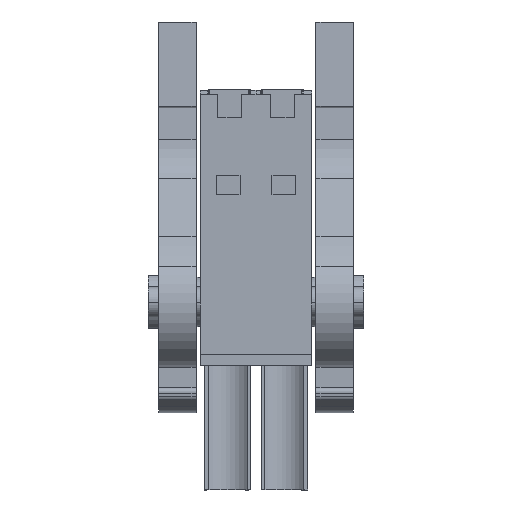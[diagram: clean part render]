
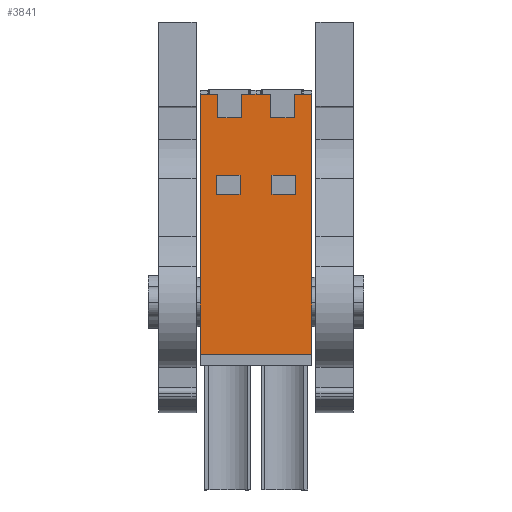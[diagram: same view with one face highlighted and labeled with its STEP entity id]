
A CAD part, front view. The second image highlights one B-rep face of the part: STEP entity #3841.
In plain terms, the highlighted planar face has unit normal (0, -1, 0).
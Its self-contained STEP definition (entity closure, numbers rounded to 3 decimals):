
#3744=AXIS2_PLACEMENT_3D('Plane Axis2P3D',#3741,#3742,#3743) ;
#2166=CARTESIAN_POINT('Vertex',(5.85,0.,24.75)) ;
#2173=CARTESIAN_POINT('Vertex',(5.85,0.,23.3)) ;
#2176=CARTESIAN_POINT('Line Origine',(5.85,0.,24.025)) ;
#2197=CARTESIAN_POINT('Vertex',(4.35,0.,23.3)) ;
#2200=CARTESIAN_POINT('Line Origine',(5.1,0.,23.3)) ;
#2217=CARTESIAN_POINT('Line Origine',(4.35,0.,24.025)) ;
#2221=CARTESIAN_POINT('Vertex',(4.35,0.,24.75)) ;
#2245=CARTESIAN_POINT('Vertex',(3.25,0.,24.75)) ;
#2248=CARTESIAN_POINT('Line Origine',(3.8,0.,24.75)) ;
#2271=CARTESIAN_POINT('Vertex',(5.75,0.,19.697)) ;
#2274=CARTESIAN_POINT('Line Origine',(5.,0.,19.697)) ;
#2278=CARTESIAN_POINT('Vertex',(4.25,0.,19.697)) ;
#2302=CARTESIAN_POINT('Vertex',(5.75,0.,18.5)) ;
#2305=CARTESIAN_POINT('Line Origine',(5.75,0.,19.098)) ;
#2326=CARTESIAN_POINT('Vertex',(4.25,0.,18.5)) ;
#2329=CARTESIAN_POINT('Line Origine',(5.,0.,18.5)) ;
#2346=CARTESIAN_POINT('Line Origine',(4.25,0.,19.098)) ;
#2682=CARTESIAN_POINT('Vertex',(3.25,0.,8.5)) ;
#2685=CARTESIAN_POINT('Line Origine',(3.25,0.,16.625)) ;
#3688=CARTESIAN_POINT('Line Origine',(6.3,0.,24.75)) ;
#3692=CARTESIAN_POINT('Vertex',(6.75,0.,24.75)) ;
#3695=CARTESIAN_POINT('Line Origine',(7.2,0.,24.75)) ;
#3699=CARTESIAN_POINT('Vertex',(7.65,0.,24.75)) ;
#3741=CARTESIAN_POINT('Axis2P3D Location',(12.,0.,9.85)) ;
#3746=CARTESIAN_POINT('Line Origine',(6.75,0.,8.5)) ;
#3750=CARTESIAN_POINT('Vertex',(10.25,0.,8.5)) ;
#3753=CARTESIAN_POINT('Line Origine',(10.25,0.,16.625)) ;
#3757=CARTESIAN_POINT('Vertex',(10.25,0.,24.75)) ;
#3760=CARTESIAN_POINT('Line Origine',(9.7,0.,24.75)) ;
#3764=CARTESIAN_POINT('Vertex',(9.15,0.,24.75)) ;
#3767=CARTESIAN_POINT('Line Origine',(9.15,0.,24.025)) ;
#3771=CARTESIAN_POINT('Vertex',(9.15,0.,23.3)) ;
#3774=CARTESIAN_POINT('Line Origine',(8.4,0.,23.3)) ;
#3778=CARTESIAN_POINT('Vertex',(7.65,0.,23.3)) ;
#3781=CARTESIAN_POINT('Line Origine',(7.65,0.,24.025)) ;
#3801=CARTESIAN_POINT('Line Origine',(8.5,0.,19.697)) ;
#3805=CARTESIAN_POINT('Vertex',(9.25,0.,19.697)) ;
#3807=CARTESIAN_POINT('Vertex',(7.75,0.,19.697)) ;
#3810=CARTESIAN_POINT('Line Origine',(9.25,0.,19.098)) ;
#3814=CARTESIAN_POINT('Vertex',(9.25,0.,18.5)) ;
#3817=CARTESIAN_POINT('Line Origine',(8.5,0.,18.5)) ;
#3821=CARTESIAN_POINT('Vertex',(7.75,0.,18.5)) ;
#3824=CARTESIAN_POINT('Line Origine',(7.75,0.,19.098)) ;
#2177=DIRECTION('Vector Direction',(0.,0.,-1.)) ;
#2201=DIRECTION('Vector Direction',(1.,0.,0.)) ;
#2218=DIRECTION('Vector Direction',(0.,0.,-1.)) ;
#2249=DIRECTION('Vector Direction',(1.,0.,0.)) ;
#2275=DIRECTION('Vector Direction',(-1.,0.,0.)) ;
#2306=DIRECTION('Vector Direction',(0.,0.,-1.)) ;
#2330=DIRECTION('Vector Direction',(1.,0.,0.)) ;
#2347=DIRECTION('Vector Direction',(0.,0.,1.)) ;
#2686=DIRECTION('Vector Direction',(0.,0.,-1.)) ;
#3689=DIRECTION('Vector Direction',(1.,0.,0.)) ;
#3696=DIRECTION('Vector Direction',(1.,0.,0.)) ;
#3742=DIRECTION('Axis2P3D Direction',(0.,-1.,0.)) ;
#3743=DIRECTION('Axis2P3D XDirection',(1.,0.,0.)) ;
#3747=DIRECTION('Vector Direction',(1.,0.,0.)) ;
#3754=DIRECTION('Vector Direction',(0.,0.,1.)) ;
#3761=DIRECTION('Vector Direction',(1.,0.,0.)) ;
#3768=DIRECTION('Vector Direction',(0.,0.,-1.)) ;
#3775=DIRECTION('Vector Direction',(1.,0.,0.)) ;
#3782=DIRECTION('Vector Direction',(0.,0.,-1.)) ;
#3802=DIRECTION('Vector Direction',(-1.,0.,0.)) ;
#3811=DIRECTION('Vector Direction',(0.,0.,-1.)) ;
#3818=DIRECTION('Vector Direction',(1.,0.,0.)) ;
#3825=DIRECTION('Vector Direction',(0.,0.,1.)) ;
#2178=VECTOR('Line Direction',#2177,1.) ;
#2202=VECTOR('Line Direction',#2201,1.) ;
#2219=VECTOR('Line Direction',#2218,1.) ;
#2250=VECTOR('Line Direction',#2249,1.) ;
#2276=VECTOR('Line Direction',#2275,1.) ;
#2307=VECTOR('Line Direction',#2306,1.) ;
#2331=VECTOR('Line Direction',#2330,1.) ;
#2348=VECTOR('Line Direction',#2347,1.) ;
#2687=VECTOR('Line Direction',#2686,1.) ;
#3690=VECTOR('Line Direction',#3689,1.) ;
#3697=VECTOR('Line Direction',#3696,1.) ;
#3748=VECTOR('Line Direction',#3747,1.) ;
#3755=VECTOR('Line Direction',#3754,1.) ;
#3762=VECTOR('Line Direction',#3761,1.) ;
#3769=VECTOR('Line Direction',#3768,1.) ;
#3776=VECTOR('Line Direction',#3775,1.) ;
#3783=VECTOR('Line Direction',#3782,1.) ;
#3803=VECTOR('Line Direction',#3802,1.) ;
#3812=VECTOR('Line Direction',#3811,1.) ;
#3819=VECTOR('Line Direction',#3818,1.) ;
#3826=VECTOR('Line Direction',#3825,1.) ;
#3787=ORIENTED_EDGE('',*,*,#3694,.F.) ;
#3788=ORIENTED_EDGE('',*,*,#2180,.T.) ;
#3789=ORIENTED_EDGE('',*,*,#2204,.F.) ;
#3790=ORIENTED_EDGE('',*,*,#2223,.F.) ;
#3791=ORIENTED_EDGE('',*,*,#2252,.F.) ;
#3792=ORIENTED_EDGE('',*,*,#2689,.T.) ;
#3793=ORIENTED_EDGE('',*,*,#3752,.T.) ;
#3794=ORIENTED_EDGE('',*,*,#3759,.T.) ;
#3795=ORIENTED_EDGE('',*,*,#3766,.F.) ;
#3796=ORIENTED_EDGE('',*,*,#3773,.T.) ;
#3797=ORIENTED_EDGE('',*,*,#3780,.F.) ;
#3798=ORIENTED_EDGE('',*,*,#3785,.F.) ;
#3799=ORIENTED_EDGE('',*,*,#3701,.F.) ;
#3830=ORIENTED_EDGE('',*,*,#3809,.F.) ;
#3831=ORIENTED_EDGE('',*,*,#3816,.T.) ;
#3832=ORIENTED_EDGE('',*,*,#3823,.F.) ;
#3833=ORIENTED_EDGE('',*,*,#3828,.T.) ;
#3836=ORIENTED_EDGE('',*,*,#2280,.F.) ;
#3837=ORIENTED_EDGE('',*,*,#2309,.T.) ;
#3838=ORIENTED_EDGE('',*,*,#2333,.F.) ;
#3839=ORIENTED_EDGE('',*,*,#2350,.T.) ;
#3834=FACE_BOUND('',#3829,.T.) ;
#3840=FACE_BOUND('',#3835,.T.) ;
#3841=ADVANCED_FACE('housing',(#3800,#3834,#3840),#3745,.T.) ;
#2180=EDGE_CURVE('',#2167,#2174,#2179,.T.) ;
#2204=EDGE_CURVE('',#2198,#2174,#2203,.T.) ;
#2223=EDGE_CURVE('',#2222,#2198,#2220,.T.) ;
#2252=EDGE_CURVE('',#2246,#2222,#2251,.T.) ;
#2280=EDGE_CURVE('',#2272,#2279,#2277,.T.) ;
#2309=EDGE_CURVE('',#2272,#2303,#2308,.T.) ;
#2333=EDGE_CURVE('',#2327,#2303,#2332,.T.) ;
#2350=EDGE_CURVE('',#2327,#2279,#2349,.T.) ;
#2689=EDGE_CURVE('',#2246,#2683,#2688,.T.) ;
#3694=EDGE_CURVE('',#2167,#3693,#3691,.T.) ;
#3701=EDGE_CURVE('',#3693,#3700,#3698,.T.) ;
#3752=EDGE_CURVE('',#2683,#3751,#3749,.T.) ;
#3759=EDGE_CURVE('',#3751,#3758,#3756,.T.) ;
#3766=EDGE_CURVE('',#3765,#3758,#3763,.T.) ;
#3773=EDGE_CURVE('',#3765,#3772,#3770,.T.) ;
#3780=EDGE_CURVE('',#3779,#3772,#3777,.T.) ;
#3785=EDGE_CURVE('',#3700,#3779,#3784,.T.) ;
#3809=EDGE_CURVE('',#3806,#3808,#3804,.T.) ;
#3816=EDGE_CURVE('',#3806,#3815,#3813,.T.) ;
#3823=EDGE_CURVE('',#3822,#3815,#3820,.T.) ;
#3828=EDGE_CURVE('',#3822,#3808,#3827,.T.) ;
#3786=EDGE_LOOP('',(#3787,#3788,#3789,#3790,#3791,#3792,#3793,#3794,#3795,#3796,#3797,#3798,#3799)) ;
#3829=EDGE_LOOP('',(#3830,#3831,#3832,#3833)) ;
#3835=EDGE_LOOP('',(#3836,#3837,#3838,#3839)) ;
#3800=FACE_OUTER_BOUND('',#3786,.T.) ;
#2179=LINE('Line',#2176,#2178) ;
#2203=LINE('Line',#2200,#2202) ;
#2220=LINE('Line',#2217,#2219) ;
#2251=LINE('Line',#2248,#2250) ;
#2277=LINE('Line',#2274,#2276) ;
#2308=LINE('Line',#2305,#2307) ;
#2332=LINE('Line',#2329,#2331) ;
#2349=LINE('Line',#2346,#2348) ;
#2688=LINE('Line',#2685,#2687) ;
#3691=LINE('Line',#3688,#3690) ;
#3698=LINE('Line',#3695,#3697) ;
#3749=LINE('Line',#3746,#3748) ;
#3756=LINE('Line',#3753,#3755) ;
#3763=LINE('Line',#3760,#3762) ;
#3770=LINE('Line',#3767,#3769) ;
#3777=LINE('Line',#3774,#3776) ;
#3784=LINE('Line',#3781,#3783) ;
#3804=LINE('Line',#3801,#3803) ;
#3813=LINE('Line',#3810,#3812) ;
#3820=LINE('Line',#3817,#3819) ;
#3827=LINE('Line',#3824,#3826) ;
#3745=PLANE('',#3744) ;
#2167=VERTEX_POINT('',#2166) ;
#2174=VERTEX_POINT('',#2173) ;
#2198=VERTEX_POINT('',#2197) ;
#2222=VERTEX_POINT('',#2221) ;
#2246=VERTEX_POINT('',#2245) ;
#2272=VERTEX_POINT('',#2271) ;
#2279=VERTEX_POINT('',#2278) ;
#2303=VERTEX_POINT('',#2302) ;
#2327=VERTEX_POINT('',#2326) ;
#2683=VERTEX_POINT('',#2682) ;
#3693=VERTEX_POINT('',#3692) ;
#3700=VERTEX_POINT('',#3699) ;
#3751=VERTEX_POINT('',#3750) ;
#3758=VERTEX_POINT('',#3757) ;
#3765=VERTEX_POINT('',#3764) ;
#3772=VERTEX_POINT('',#3771) ;
#3779=VERTEX_POINT('',#3778) ;
#3806=VERTEX_POINT('',#3805) ;
#3808=VERTEX_POINT('',#3807) ;
#3815=VERTEX_POINT('',#3814) ;
#3822=VERTEX_POINT('',#3821) ;
